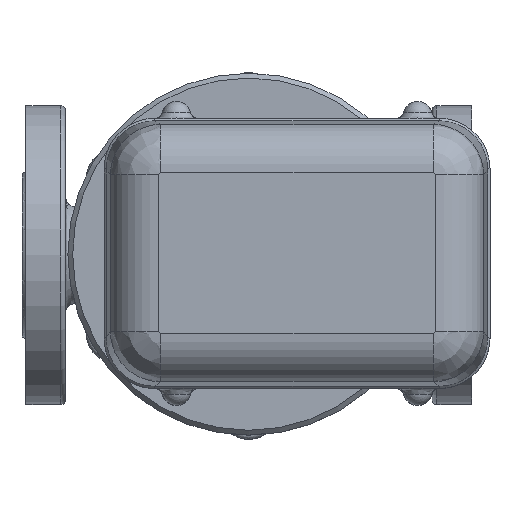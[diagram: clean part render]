
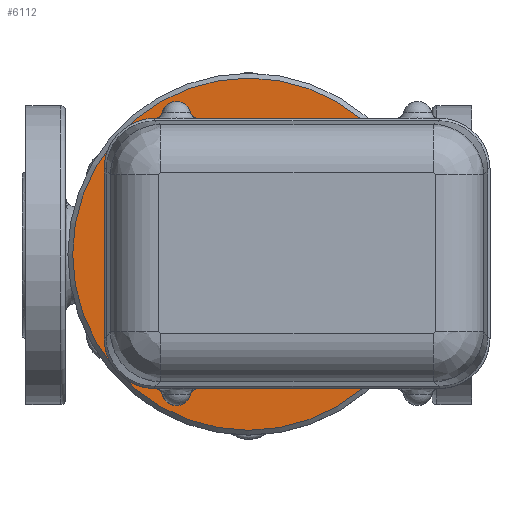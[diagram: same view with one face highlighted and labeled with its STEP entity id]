
A CAD part, top view. The second image highlights one B-rep face of the part: STEP entity #6112.
In plain terms, the highlighted planar face has unit normal (0, 0, 1).
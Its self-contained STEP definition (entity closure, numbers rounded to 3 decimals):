
#6085=CARTESIAN_POINT('',(0.0,0.0,330.8));
#6086=DIRECTION('',(0.0,0.0,-1.0));
#6087=DIRECTION('',(-1.0,0.0,0.0));
#6088=AXIS2_PLACEMENT_3D('',#6085,#6086,#6087);
#6089=PLANE('',#6088);
#6090=CARTESIAN_POINT('',(73.0,0.,330.8));
#6091=VERTEX_POINT('',#6090);
#6092=CARTESIAN_POINT('',(0.0,0.0,330.8));
#6093=DIRECTION('',(0.0,0.0,-1.0));
#6094=DIRECTION('',(-1.0,0.0,0.0));
#6095=AXIS2_PLACEMENT_3D('',#6092,#6093,#6094);
#6096=CIRCLE('',#6095,73.0);
#6097=EDGE_CURVE('',#6091,#6091,#6096,.T.);
#6098=ORIENTED_EDGE('',*,*,#6097,.F.);
#6099=EDGE_LOOP('',(#6098));
#6100=FACE_OUTER_BOUND('',#6099,.T.);
#6101=CARTESIAN_POINT('',(47.5,0.,330.8));
#6102=VERTEX_POINT('',#6101);
#6103=CARTESIAN_POINT('',(0.0,0.0,330.8));
#6104=DIRECTION('',(0.0,0.0,-1.0));
#6105=DIRECTION('',(-1.0,0.0,0.0));
#6106=AXIS2_PLACEMENT_3D('',#6103,#6104,#6105);
#6107=CIRCLE('',#6106,47.5);
#6108=EDGE_CURVE('',#6102,#6102,#6107,.T.);
#6109=ORIENTED_EDGE('',*,*,#6108,.T.);
#6110=EDGE_LOOP('',(#6109));
#6111=FACE_BOUND('',#6110,.T.);
#6112=ADVANCED_FACE('',(#6100,#6111),#6089,.F.);
